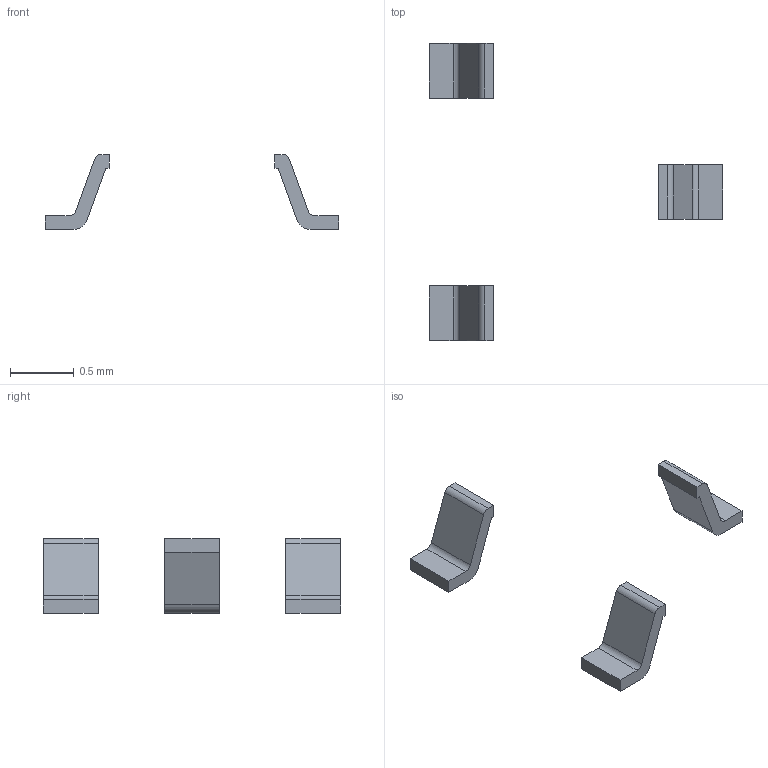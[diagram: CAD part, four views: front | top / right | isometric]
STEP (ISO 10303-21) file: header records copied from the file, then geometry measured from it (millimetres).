
FILE_DESCRIPTION(('FreeCAD Model'),'2;1');
FILE_NAME('1199110.1.1.stp','2023-11-27T06:26:26',( 'Author'),(''),'Open CASCADE STEP processor 6.9','FreeCAD','Unknown' );
FILE_SCHEMA(('AUTOMOTIVE_DESIGN { 1 0 10303 214 1 1 1 1 }'));
Length unit declared in the file: millimetre
Products named in the file (3): ASSEMBLY; PinsArrayL; FilletPinR
Assembly tree (2 placements, depth 2):
  ASSEMBLY
    PinsArrayL
    FilletPinR
Bounding box: 2.3 x 2.33 x 0.59 mm (x, y, z)
Volume: 0.1 mm3; surface area: 2.9 mm2
Topology: 3 solids, 3 shells, 39 faces, 99 edges, 66 vertices
Faces by surface type: plane 30, cylinder 9
Entity records: 2551 total; most frequent: CARTESIAN_POINT 465, DIRECTION 384, LINE 255, VECTOR 255, ORIENTED_EDGE 198, PCURVE 198, DEFINITIONAL_REPRESENTATION 198, EDGE_CURVE 99
